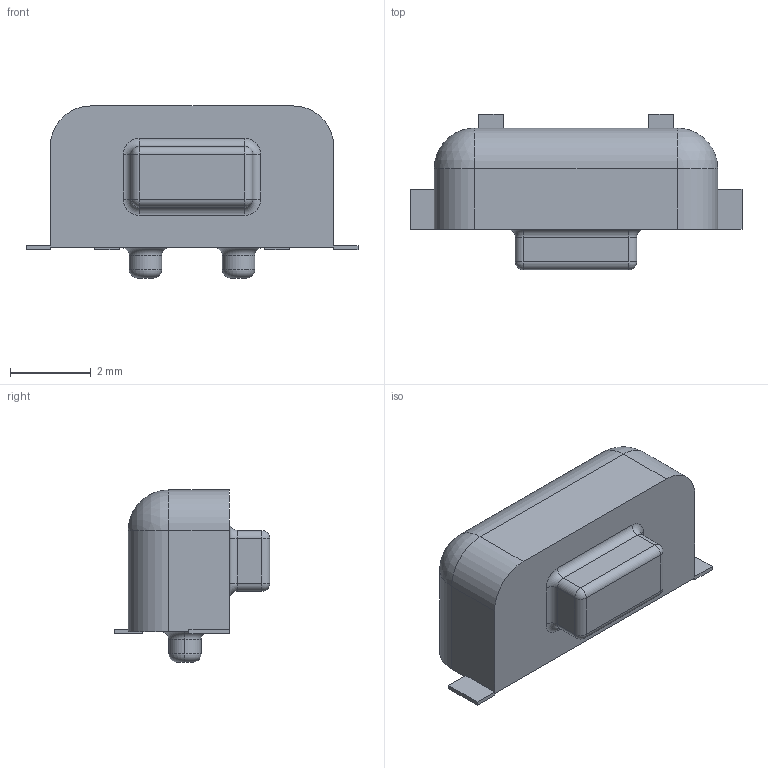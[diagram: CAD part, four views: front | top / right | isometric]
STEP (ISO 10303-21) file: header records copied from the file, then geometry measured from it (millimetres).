
FILE_DESCRIPTION (( 'STEP AP214' ), '1' );
FILE_NAME ('TD-15EA.STEP', '2020-07-11T07:52:58', ( '' ), ( '' ), 'SwSTEP 2.0', 'SolidWorks 2020', '' );
FILE_SCHEMA (( 'AUTOMOTIVE_DESIGN' ));
Length unit declared in the file: millimetre
Products named in the file (1): TD-15EA
Bounding box: 8.2 x 3.85 x 4.25 mm (x, y, z)
Volume: 62.9 mm3; surface area: 106.3 mm2
Topology: 1 solids, 1 shells, 74 faces, 177 edges, 102 vertices
Faces by surface type: plane 35, cylinder 21, torus 12, sphere 6
Entity records: 2675 total; most frequent: DIRECTION 383, CARTESIAN_POINT 348, ORIENTED_EDGE 342, EDGE_CURVE 171, AXIS2_PLACEMENT_3D 137, VECTOR 109, LINE 109, VERTEX_POINT 102
